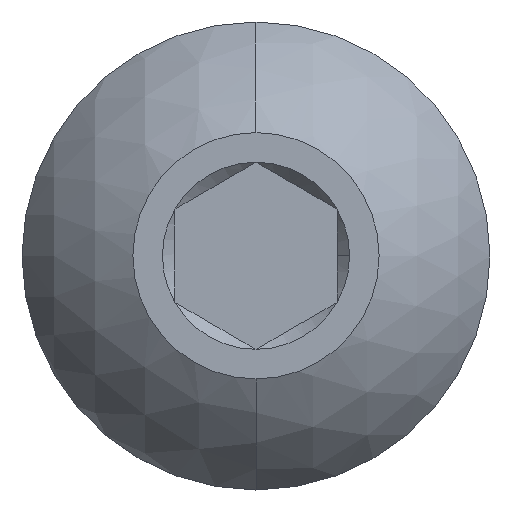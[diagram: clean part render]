
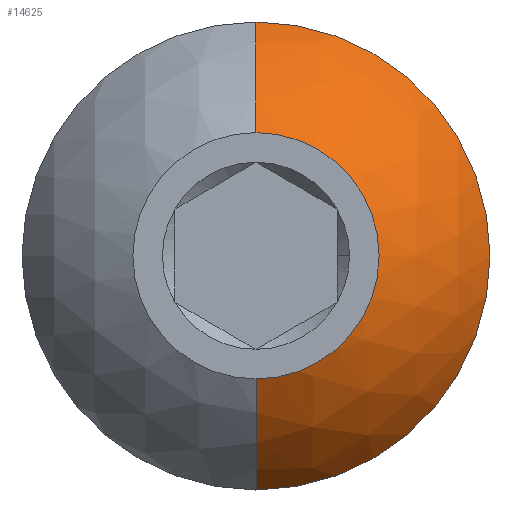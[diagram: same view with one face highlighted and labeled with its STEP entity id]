
A CAD part, top view. The second image highlights one B-rep face of the part: STEP entity #14625.
In plain terms, the highlighted spherical face has radius 5.172 mm.
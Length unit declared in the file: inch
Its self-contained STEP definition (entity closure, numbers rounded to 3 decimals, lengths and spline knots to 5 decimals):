
#571 = ORIENTED_EDGE ( 'NONE', *, *, #30536, .F. ) ;
#656 = CARTESIAN_POINT ( 'NONE',  ( 0., 0., -0.08585 ) ) ;
#935 = VERTEX_POINT ( 'NONE', #13988 ) ;
#2414 = AXIS2_PLACEMENT_3D ( 'NONE', #17013, #14162, #19655 ) ;
#2517 = AXIS2_PLACEMENT_3D ( 'NONE', #31411, #22192, #10871 ) ;
#3503 = EDGE_LOOP ( 'NONE', ( #11534, #7722, #18808, #13941, #571 ) ) ;
#5428 = CIRCLE ( 'NONE', #2414, 0.095 ) ;
#5531 = CARTESIAN_POINT ( 'NONE',  ( 0., 0.1805, -0.08585 ) ) ;
#6124 = DIRECTION ( 'NONE',  ( 1., 0., 0. ) ) ;
#6474 = VERTEX_POINT ( 'NONE', #27170 ) ;
#7722 = ORIENTED_EDGE ( 'NONE', *, *, #27804, .T. ) ;
#7899 = CARTESIAN_POINT ( 'NONE',  ( 0., 0., -0.18011 ) ) ;
#8442 = DIRECTION ( 'NONE',  ( 0., -1., 0. ) ) ;
#10871 = DIRECTION ( 'NONE',  ( 0., -1., 0. ) ) ;
#10921 = FACE_OUTER_BOUND ( 'NONE', #3503, .T. ) ;
#11496 = DIRECTION ( 'NONE',  ( 1., 0., 0. ) ) ;
#11534 = ORIENTED_EDGE ( 'NONE', *, *, #31020, .T. ) ;
#13441 = EDGE_CURVE ( 'NONE', #21473, #32905, #31894, .T. ) ;
#13941 = ORIENTED_EDGE ( 'NONE', *, *, #14216, .F. ) ;
#13988 = CARTESIAN_POINT ( 'NONE',  ( 0., -0.1805, -0.08585 ) ) ;
#14162 = DIRECTION ( 'NONE',  ( 0., 0., 1. ) ) ;
#14216 = EDGE_CURVE ( 'NONE', #6474, #32905, #5428, .T. ) ;
#14625 = ADVANCED_FACE ( 'NONE', ( #10921 ), #28456, .T. ) ;
#15191 = CIRCLE ( 'NONE', #28412, 0.1805 ) ;
#17013 = CARTESIAN_POINT ( 'NONE',  ( 0., 0., 0. ) ) ;
#17536 = CARTESIAN_POINT ( 'NONE',  ( 0., 0., -0.08585 ) ) ;
#18716 = AXIS2_PLACEMENT_3D ( 'NONE', #7899, #22806, #8442 ) ;
#18808 = ORIENTED_EDGE ( 'NONE', *, *, #13441, .T. ) ;
#19655 = DIRECTION ( 'NONE',  ( 1., 0., 0. ) ) ;
#20019 = CIRCLE ( 'NONE', #33833, 0.1805 ) ;
#21473 = VERTEX_POINT ( 'NONE', #5531 ) ;
#22192 = DIRECTION ( 'NONE',  ( -1., 0., 0. ) ) ;
#22806 = DIRECTION ( 'NONE',  ( 1., 0., 0. ) ) ;
#22995 = DIRECTION ( 'NONE',  ( 0., 1., 0. ) ) ;
#23010 = CIRCLE ( 'NONE', #2517, 0.20363 ) ;
#23351 = DIRECTION ( 'NONE',  ( 1., 0., 0. ) ) ;
#24617 = VERTEX_POINT ( 'NONE', #26651 ) ;
#26651 = CARTESIAN_POINT ( 'NONE',  ( 0.1805, 0., -0.08585 ) ) ;
#27170 = CARTESIAN_POINT ( 'NONE',  ( 0., -0.095, 0. ) ) ;
#27804 = EDGE_CURVE ( 'NONE', #24617, #21473, #15191, .T. ) ;
#28412 = AXIS2_PLACEMENT_3D ( 'NONE', #656, #31950, #6124 ) ;
#28456 = SPHERICAL_SURFACE ( 'NONE', #18716, 0.20363 ) ;
#29021 = DIRECTION ( 'NONE',  ( 0., 0., 1. ) ) ;
#30536 = EDGE_CURVE ( 'NONE', #935, #6474, #23010, .T. ) ;
#31020 = EDGE_CURVE ( 'NONE', #935, #24617, #20019, .T. ) ;
#31411 = CARTESIAN_POINT ( 'NONE',  ( 0., 0., -0.18011 ) ) ;
#31894 = CIRCLE ( 'NONE', #34899, 0.20363 ) ;
#31950 = DIRECTION ( 'NONE',  ( 0., 0., 1. ) ) ;
#32905 = VERTEX_POINT ( 'NONE', #37319 ) ;
#33833 = AXIS2_PLACEMENT_3D ( 'NONE', #17536, #29021, #23351 ) ;
#34899 = AXIS2_PLACEMENT_3D ( 'NONE', #37306, #11496, #22995 ) ;
#37306 = CARTESIAN_POINT ( 'NONE',  ( 0., 0., -0.18011 ) ) ;
#37319 = CARTESIAN_POINT ( 'NONE',  ( 0., 0.095, 0. ) ) ;
